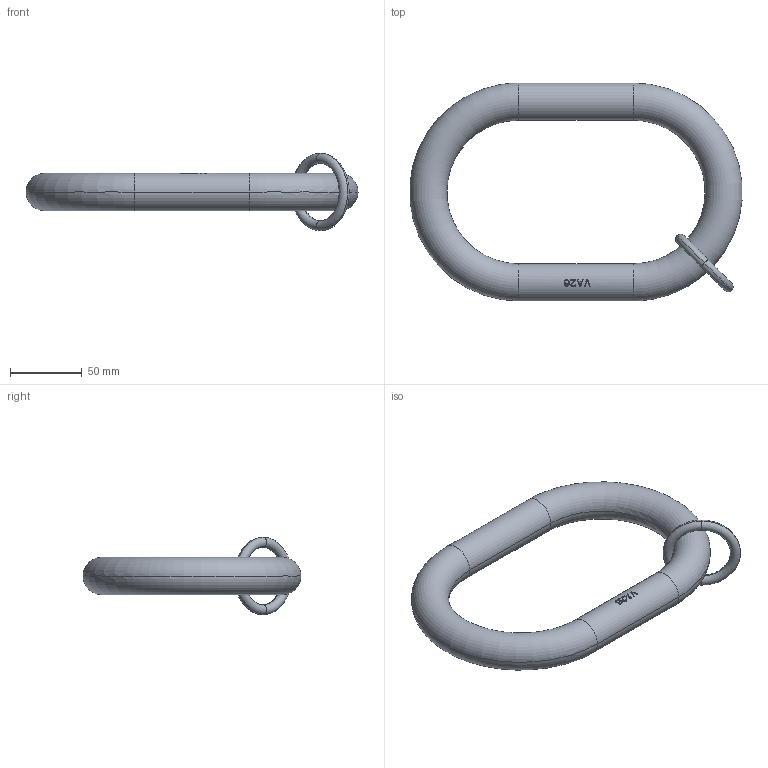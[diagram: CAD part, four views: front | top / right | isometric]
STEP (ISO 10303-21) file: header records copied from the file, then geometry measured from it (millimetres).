
FILE_DESCRIPTION((''),'2;1');
FILE_NAME('3VA26','2005-01-18T',('jakubetz'),(''),'PRO/ENGINEER BY PARAMETRIC TECHNOLOGY CORPORATION, 2001400','PRO/ENGINEER BY PARAMETRIC TECHNOLOGY CORPORATION, 2001400','');
FILE_SCHEMA(('CONFIG_CONTROL_DESIGN'));
Length unit declared in the file: millimetre
Products named in the file (1): 3VA26
Bounding box: 231.54 x 152 x 54 mm (x, y, z)
Volume: 300783.5 mm3; surface area: 48688.7 mm2
Topology: 2 solids, 2 shells, 124 faces, 342 edges, 224 vertices
Faces by surface type: plane 110, torus 8, cylinder 6
Entity records: 4075 total; most frequent: CARTESIAN_POINT 1020, ORIENTED_EDGE 684, DIRECTION 526, EDGE_CURVE 342, VECTOR 236, LINE 236, VERTEX_POINT 224, AXIS2_PLACEMENT_3D 145
